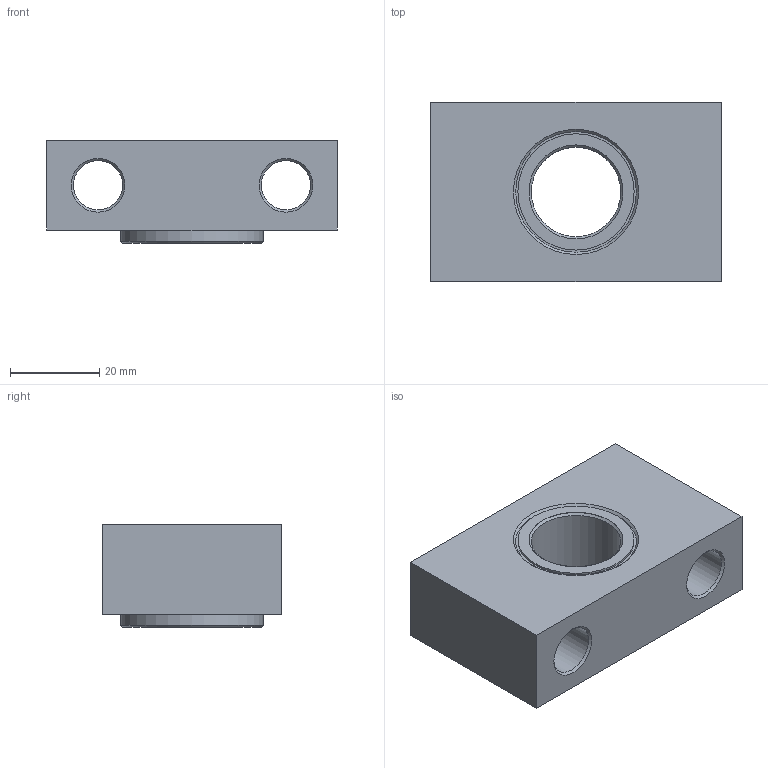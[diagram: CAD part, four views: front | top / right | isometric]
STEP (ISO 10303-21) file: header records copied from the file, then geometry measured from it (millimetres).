
FILE_DESCRIPTION(/* description */ (''),/* implementation_level */ '2;1');
FILE_NAME(/* name */ 'CAD_8143.stp',/* time_stamp */ '2016-06-07T16:12:53+02:00',/* author */ ('Hypex'),/* organization */ ('Hypex'),/* preprocessor_version */ 'ST-DEVELOPER v16.1',/* originating_system */ 'Autodesk Inventor 2016',/* authorisation */ '');
FILE_SCHEMA (('AUTOMOTIVE_DESIGN { 1 0 10303 214 3 1 1 }'));
Length unit declared in the file: millimetre
Products named in the file (1): CAD_8143
Bounding box: 65 x 40 x 23 mm (x, y, z)
Volume: 35984.4 mm3; surface area: 13326.6 mm2
Topology: 1 solids, 1 shells, 27 faces, 54 edges, 34 vertices
Faces by surface type: plane 11, cylinder 8, cone 8
Full cylindrical faces by diameter (mm): 11 x2, 18 x2, 20 x1, 21 x1, 26 x1, 32 x1
Entity records: 676 total; most frequent: DIRECTION 116, CARTESIAN_POINT 96, ORIENTED_EDGE 72, EDGE_LOOP 54, AXIS2_PLACEMENT_3D 52, EDGE_CURVE 36, VERTEX_POINT 32, FACE_BOUND 27
